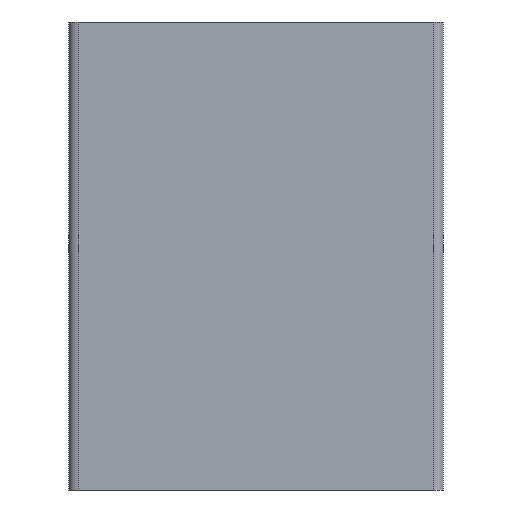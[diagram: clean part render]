
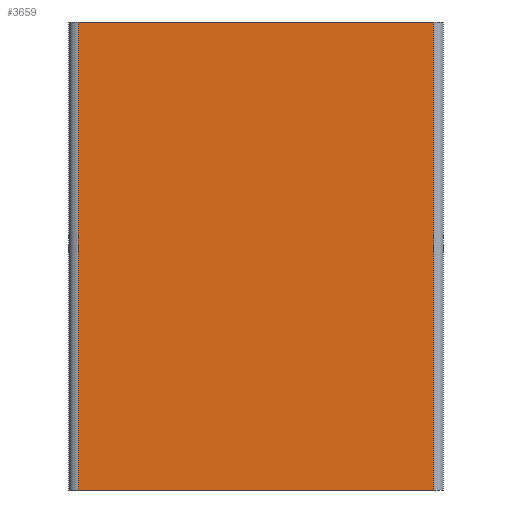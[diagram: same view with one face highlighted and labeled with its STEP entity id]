
A CAD part, front view. The second image highlights one B-rep face of the part: STEP entity #3659.
In plain terms, the highlighted planar face has unit normal (0, -1, 0).
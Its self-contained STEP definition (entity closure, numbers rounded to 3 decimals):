
#129=PLANE('',#4019);
#311=FACE_OUTER_BOUND('',#505,.T.);
#505=EDGE_LOOP('',(#3207,#3208,#3209,#3210));
#869=LINE('',#6151,#1231);
#871=LINE('',#6160,#1233);
#877=LINE('',#6177,#1239);
#878=LINE('',#6180,#1240);
#1231=VECTOR('',#5063,76.);
#1233=VECTOR('',#5073,100.);
#1239=VECTOR('',#5093,100.);
#1240=VECTOR('',#5098,76.);
#1768=VERTEX_POINT('',#6148);
#1769=VERTEX_POINT('',#6150);
#1772=VERTEX_POINT('',#6158);
#1776=VERTEX_POINT('',#6176);
#2299=EDGE_CURVE('',#1769,#1768,#869,.T.);
#2304=EDGE_CURVE('',#1772,#1768,#871,.T.);
#2312=EDGE_CURVE('',#1776,#1769,#877,.T.);
#2314=EDGE_CURVE('',#1776,#1772,#878,.T.);
#3207=ORIENTED_EDGE('',*,*,#2299,.T.);
#3208=ORIENTED_EDGE('',*,*,#2304,.F.);
#3209=ORIENTED_EDGE('',*,*,#2314,.F.);
#3210=ORIENTED_EDGE('',*,*,#2312,.T.);
#3659=ADVANCED_FACE('',(#311),#129,.T.);
#4019=AXIS2_PLACEMENT_3D('',#6179,#5096,#5097);
#5063=DIRECTION('',(-1.,0.,0.));
#5073=DIRECTION('',(0.,0.,1.));
#5093=DIRECTION('',(0.,0.,1.));
#5096=DIRECTION('center_axis',(0.,-1.,0.));
#5097=DIRECTION('ref_axis',(1.,0.,0.));
#5098=DIRECTION('',(-1.,0.,0.));
#6148=CARTESIAN_POINT('',(-38.,-20.,100.));
#6150=CARTESIAN_POINT('',(38.,-20.,100.));
#6151=CARTESIAN_POINT('',(-19.,-20.,100.));
#6158=CARTESIAN_POINT('',(-38.,-20.,0.));
#6160=CARTESIAN_POINT('',(-38.,-20.,0.));
#6176=CARTESIAN_POINT('',(38.,-20.,0.));
#6177=CARTESIAN_POINT('',(38.,-20.,0.));
#6179=CARTESIAN_POINT('Origin',(-38.,-20.,0.));
#6180=CARTESIAN_POINT('',(-19.,-20.,0.));
